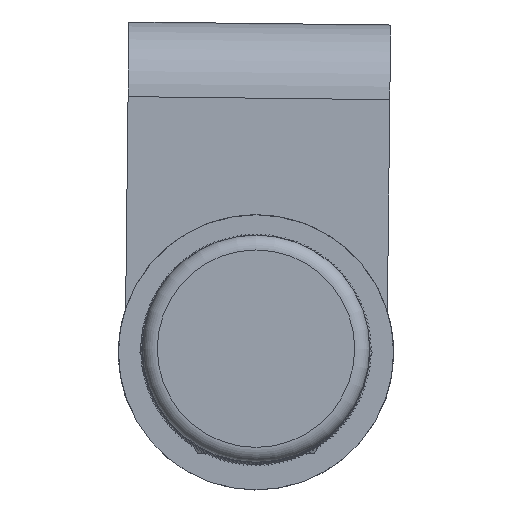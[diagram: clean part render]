
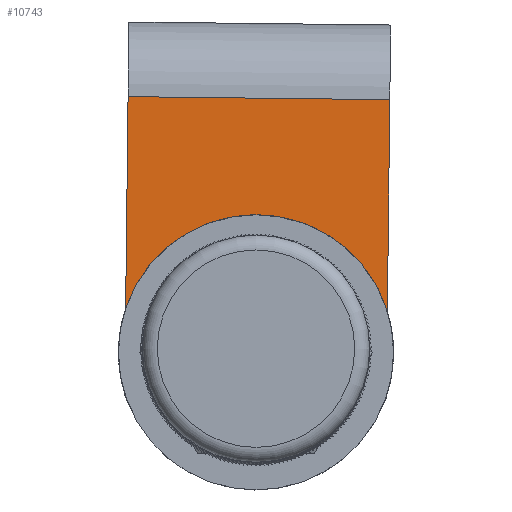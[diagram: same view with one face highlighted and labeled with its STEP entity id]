
A CAD part, top view. The second image highlights one B-rep face of the part: STEP entity #10743.
In plain terms, the highlighted planar face has unit normal (0, 0, 1).
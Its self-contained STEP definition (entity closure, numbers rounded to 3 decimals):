
#1319=LINE('',#55705,#3115);
#1325=LINE('',#55714,#3121);
#1328=LINE('',#55718,#3124);
#3115=VECTOR('',#42717,1.);
#3121=VECTOR('',#42729,1.);
#3124=VECTOR('',#42734,1.);
#6726=PLANE('',#36217);
#8332=FACE_OUTER_BOUND('',#12792,.T.);
#10743=ADVANCED_FACE('',(#8332),#6726,.T.);
#12792=EDGE_LOOP('',(#20673,#20674,#20675,#20676));
#20673=ORIENTED_EDGE('',*,*,#31113,.F.);
#20674=ORIENTED_EDGE('',*,*,#31143,.F.);
#20675=ORIENTED_EDGE('',*,*,#31137,.F.);
#20676=ORIENTED_EDGE('',*,*,#31146,.T.);
#26371=VERTEX_POINT('',#55651);
#26372=VERTEX_POINT('',#55653);
#26390=VERTEX_POINT('',#55700);
#26392=VERTEX_POINT('',#55704);
#31113=EDGE_CURVE('',#26371,#26372,#33660,.T.);
#31137=EDGE_CURVE('',#26392,#26390,#1319,.T.);
#31143=EDGE_CURVE('',#26390,#26371,#1325,.T.);
#31146=EDGE_CURVE('',#26392,#26372,#1328,.T.);
#33660=CIRCLE('',#36187,18.4);
#36187=AXIS2_PLACEMENT_3D('',#55652,#42662,#42663);
#36217=AXIS2_PLACEMENT_3D('',#55723,#42742,#42743);
#42662=DIRECTION('',(0.,0.,1.));
#42663=DIRECTION('',(1.,0.,0.));
#42717=DIRECTION('',(1.,-0.012,0.));
#42729=DIRECTION('',(-0.012,-1.,0.));
#42734=DIRECTION('',(-0.012,-1.,0.));
#42742=DIRECTION('',(0.,0.,1.));
#42743=DIRECTION('',(-1.,0.012,0.));
#55651=CARTESIAN_POINT('',(35.064,-35.518,70.));
#55652=CARTESIAN_POINT('',(17.5,-41.,70.));
#55653=CARTESIAN_POINT('',(0.067,-35.114,70.));
#55700=CARTESIAN_POINT('',(35.391,-7.204,70.));
#55704=CARTESIAN_POINT('',(0.393,-6.801,70.));
#55705=CARTESIAN_POINT('',(0.393,-6.801,70.));
#55714=CARTESIAN_POINT('',(35.391,-7.204,70.));
#55718=CARTESIAN_POINT('',(0.393,-6.801,70.));
#55723=CARTESIAN_POINT('',(0.393,-6.801,70.));
